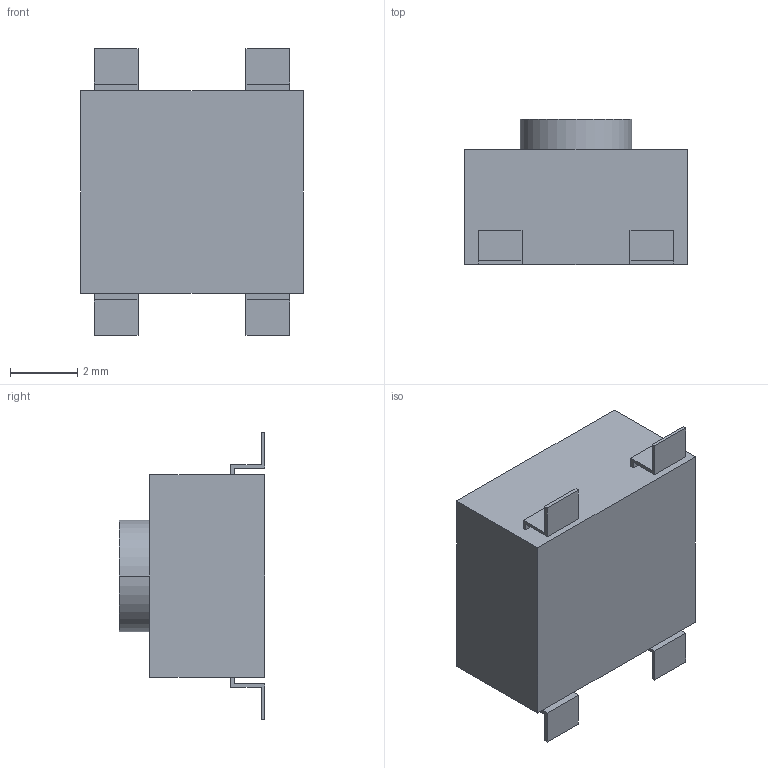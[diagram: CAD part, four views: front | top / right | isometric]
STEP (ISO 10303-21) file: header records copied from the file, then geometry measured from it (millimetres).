
FILE_DESCRIPTION(('STEP AP242'),'1');
FILE_NAME('b3s-1002.stp','2021-04-25T07:26:51',('TraceParts'),('TraceParts S.A.'),'Spatial InterOp 3D',' ',' ');
FILE_SCHEMA(('AP242_MANAGED_MODEL_BASED_3D_ENGINEERING_MIM_LF {1 0 10303 442 1 1 4}'));
Length unit declared in the file: millimetre
Products named in the file (1): b3s-1002
Bounding box: 6.6 x 4.3 x 8.5 mm (x, y, z)
Volume: 143.5 mm3; surface area: 198.3 mm2
Topology: 1 solids, 1 shells, 45 faces, 114 edges, 76 vertices
Faces by surface type: plane 43, cylinder 2
Entity records: 2278 total; most frequent: CARTESIAN_POINT 236, ORIENTED_EDGE 228, DIRECTION 210, STYLED_ITEM 159, PRESENTATION_STYLE_ASSIGNMENT 159, COLOUR_RGB 159, EDGE_CURVE 114, CURVE_STYLE 114
